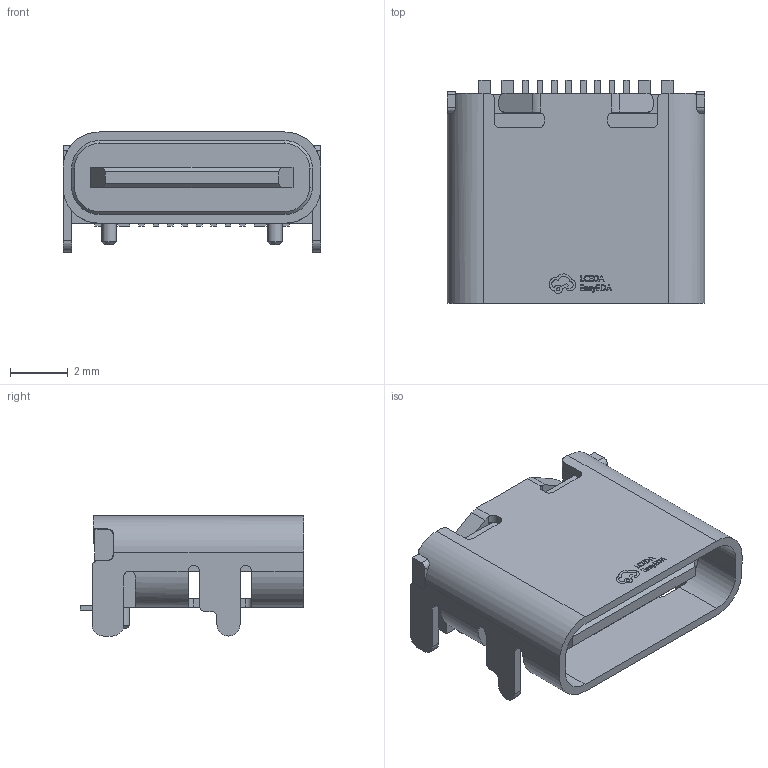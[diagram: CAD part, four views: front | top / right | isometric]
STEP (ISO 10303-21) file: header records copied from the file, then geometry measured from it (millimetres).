
FILE_DESCRIPTION (( 'STEP AP214' ), '1' );
FILE_NAME ('USB-C-SMD_TYPE-611-T3-W.step', '2022-07-15T09:19:29', ( '' ), ( '' ), 'SwSTEP 2.0', 'SolidWorks 2020', '' );
FILE_SCHEMA (( 'AUTOMOTIVE_DESIGN' ));
Length unit declared in the file: millimetre
Products named in the file (1): USB-C-SMD_TYPE-611-T3-W
Bounding box: 8.94 x 7.73 x 4.16 mm (x, y, z)
Volume: 112.6 mm3; surface area: 464.3 mm2
Topology: 15 solids, 15 shells, 540 faces, 1495 edges, 990 vertices
Faces by surface type: plane 342, bspline 112, cylinder 78, cone 8
Entity records: 23888 total; most frequent: CARTESIAN_POINT 5234, ORIENTED_EDGE 2990, DIRECTION 2267, EDGE_CURVE 1495, LINE 1089, VECTOR 1089, VERTEX_POINT 990, AXIS2_PLACEMENT_3D 589
